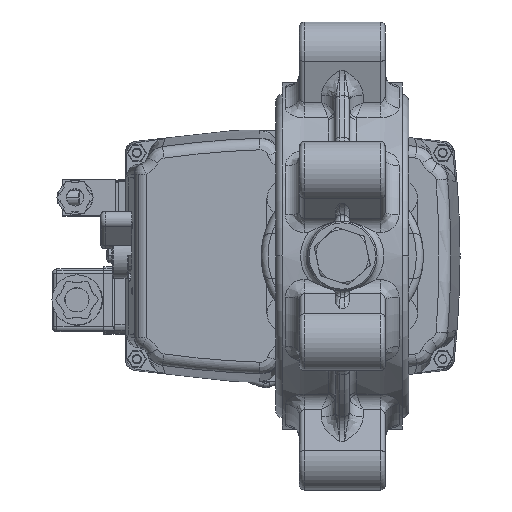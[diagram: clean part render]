
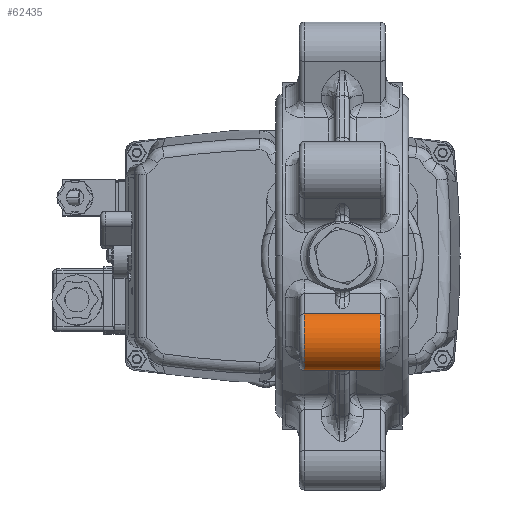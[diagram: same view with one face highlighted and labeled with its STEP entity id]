
A CAD part, front view. The second image highlights one B-rep face of the part: STEP entity #62435.
In plain terms, the highlighted cylindrical face has radius 13 mm (diameter 26 mm), a partial arc.
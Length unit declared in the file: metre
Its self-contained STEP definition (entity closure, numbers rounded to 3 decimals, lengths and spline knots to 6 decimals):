
#142 = CARTESIAN_POINT ( 'NONE',  ( -0.023933, -0.146642, 0.27358 ) ) ;
#934 = CIRCLE ( 'NONE', #20092, 0.013 ) ;
#1299 = CARTESIAN_POINT ( 'NONE',  ( -0.023933, -0.140616, 0.249061 ) ) ;
#2497 = LINE ( 'NONE', #82257, #117490 ) ;
#4402 = DIRECTION ( 'NONE',  ( 0., 0., 1. ) ) ;
#4726 = EDGE_CURVE ( 'NONE', #23499, #15007, #934, .T. ) ;
#5623 = VERTEX_POINT ( 'NONE', #142 ) ;
#6820 = AXIS2_PLACEMENT_3D ( 'NONE', #42919, #77688, #33949 ) ;
#7706 = ORIENTED_EDGE ( 'NONE', *, *, #95953, .T. ) ;
#10429 = AXIS2_PLACEMENT_3D ( 'NONE', #76319, #112847, #4402 ) ;
#13579 = DIRECTION ( 'NONE',  ( -1., 0., 0. ) ) ;
#15007 = VERTEX_POINT ( 'NONE', #1299 ) ;
#15028 = CARTESIAN_POINT ( 'NONE',  ( -0.056933, -0.140616, 0.262061 ) ) ;
#16401 = CIRCLE ( 'NONE', #6820, 0.013 ) ;
#18249 = EDGE_CURVE ( 'NONE', #5623, #115903, #55377, .T. ) ;
#20092 = AXIS2_PLACEMENT_3D ( 'NONE', #59124, #13579, #23740 ) ;
#22500 = CARTESIAN_POINT ( 'NONE',  ( -0.056933, -0.146642, 0.27358 ) ) ;
#23499 = VERTEX_POINT ( 'NONE', #47473 ) ;
#23740 = DIRECTION ( 'NONE',  ( 0., 0., -1. ) ) ;
#23785 = EDGE_CURVE ( 'NONE', #15007, #5623, #16401, .T. ) ;
#27394 = AXIS2_PLACEMENT_3D ( 'NONE', #111295, #66986, #75361 ) ;
#28971 = DIRECTION ( 'NONE',  ( -1., 0., 0. ) ) ;
#33949 = DIRECTION ( 'NONE',  ( 0., 0., -1. ) ) ;
#39072 = DIRECTION ( 'NONE',  ( -1., 0., 0. ) ) ;
#39804 = FACE_OUTER_BOUND ( 'NONE', #54793, .T. ) ;
#39891 = ORIENTED_EDGE ( 'NONE', *, *, #18249, .T. ) ;
#40003 = VERTEX_POINT ( 'NONE', #75031 ) ;
#40391 = CYLINDRICAL_SURFACE ( 'NONE', #10429, 0.013 ) ;
#41354 = ORIENTED_EDGE ( 'NONE', *, *, #4726, .T. ) ;
#42919 = CARTESIAN_POINT ( 'NONE',  ( -0.023933, -0.140616, 0.262061 ) ) ;
#46973 = CARTESIAN_POINT ( 'NONE',  ( -0.021933, -0.146642, 0.27358 ) ) ;
#47473 = CARTESIAN_POINT ( 'NONE',  ( -0.023933, -0.136732, 0.249655 ) ) ;
#54793 = EDGE_LOOP ( 'NONE', ( #39891, #7706, #79501, #56724, #41354, #98684 ) ) ;
#55377 = LINE ( 'NONE', #46973, #65713 ) ;
#56724 = ORIENTED_EDGE ( 'NONE', *, *, #77697, .F. ) ;
#57164 = CIRCLE ( 'NONE', #91651, 0.013 ) ;
#57581 = EDGE_CURVE ( 'NONE', #95893, #40003, #103809, .T. ) ;
#59124 = CARTESIAN_POINT ( 'NONE',  ( -0.023933, -0.140616, 0.262061 ) ) ;
#61137 = CARTESIAN_POINT ( 'NONE',  ( -0.056933, -0.140616, 0.249061 ) ) ;
#62435 = ADVANCED_FACE ( 'NONE', ( #39804 ), #40391, .T. ) ;
#65713 = VECTOR ( 'NONE', #28971, 1. ) ;
#66986 = DIRECTION ( 'NONE',  ( 1., 0., 0. ) ) ;
#70137 = DIRECTION ( 'NONE',  ( 1., 0., 0. ) ) ;
#75031 = CARTESIAN_POINT ( 'NONE',  ( -0.056933, -0.136732, 0.249655 ) ) ;
#75361 = DIRECTION ( 'NONE',  ( 0., 0., -1. ) ) ;
#76319 = CARTESIAN_POINT ( 'NONE',  ( -0.021933, -0.140616, 0.262061 ) ) ;
#77688 = DIRECTION ( 'NONE',  ( -1., 0., 0. ) ) ;
#77697 = EDGE_CURVE ( 'NONE', #23499, #40003, #2497, .T. ) ;
#79501 = ORIENTED_EDGE ( 'NONE', *, *, #57581, .T. ) ;
#82257 = CARTESIAN_POINT ( 'NONE',  ( -0.021933, -0.136732, 0.249655 ) ) ;
#91651 = AXIS2_PLACEMENT_3D ( 'NONE', #15028, #70137, #97656 ) ;
#95893 = VERTEX_POINT ( 'NONE', #61137 ) ;
#95953 = EDGE_CURVE ( 'NONE', #115903, #95893, #57164, .T. ) ;
#97656 = DIRECTION ( 'NONE',  ( 0., 0., -1. ) ) ;
#98684 = ORIENTED_EDGE ( 'NONE', *, *, #23785, .T. ) ;
#103809 = CIRCLE ( 'NONE', #27394, 0.013 ) ;
#111295 = CARTESIAN_POINT ( 'NONE',  ( -0.056933, -0.140616, 0.262061 ) ) ;
#112847 = DIRECTION ( 'NONE',  ( -1., 0., 0. ) ) ;
#115903 = VERTEX_POINT ( 'NONE', #22500 ) ;
#117490 = VECTOR ( 'NONE', #39072, 1. ) ;
